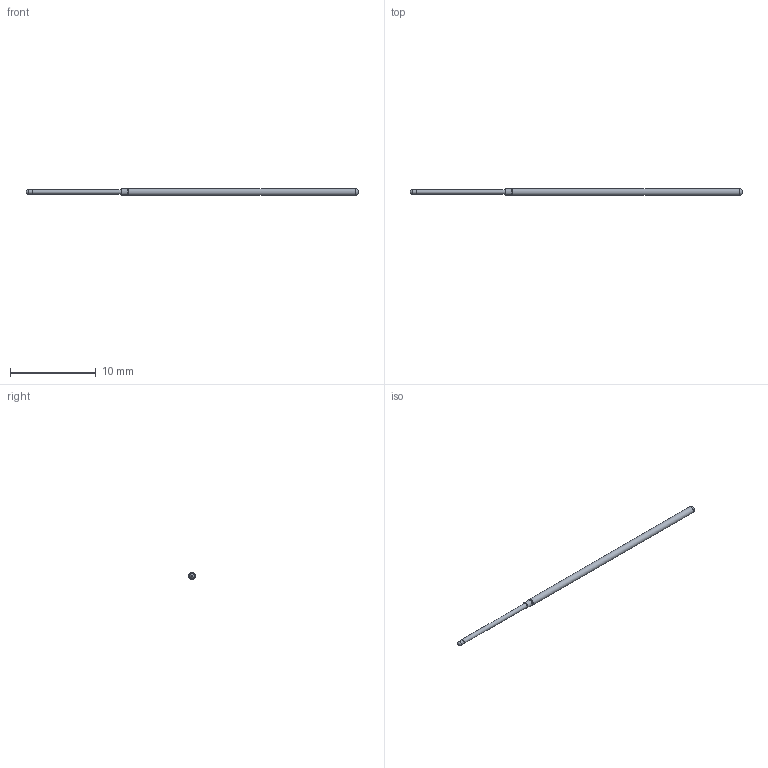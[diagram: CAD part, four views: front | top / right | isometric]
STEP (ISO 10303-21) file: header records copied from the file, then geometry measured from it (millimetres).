
FILE_DESCRIPTION (( 'STEP AP214' ), '1' );
FILE_NAME ('050-PTP4040_.STEP', '2017-10-17T15:46:19', ( '' ), ( '' ), 'SwSTEP 2.0', 'SolidWorks 2017', '' );
FILE_SCHEMA (( 'AUTOMOTIVE_DESIGN' ));
Length unit declared in the file: inch
Products named in the file (1): 050-PTP4040_
Bounding box: 38.79 x 0.78 x 0.78 mm (x, y, z)
Volume: 15.7 mm3; surface area: 86.7 mm2
Topology: 1 solids, 1 shells, 11 faces, 20 edges, 12 vertices
Faces by surface type: cylinder 4, plane 3, torus 2, cone 2
Full cylindrical faces by diameter (mm): 0.508 x1, 0.533 x1, 0.711 x1, 0.782 x1
Entity records: 397 total; most frequent: DIRECTION 44, CARTESIAN_POINT 32, AXIS2_PLACEMENT_3D 22, ORIENTED_EDGE 20, EDGE_LOOP 20, FACE_OUTER_BOUND 17, LENGTH_MEASURE_WITH_UNIT 14, UNCERTAINTY_MEASURE_WITH_UNIT 14
